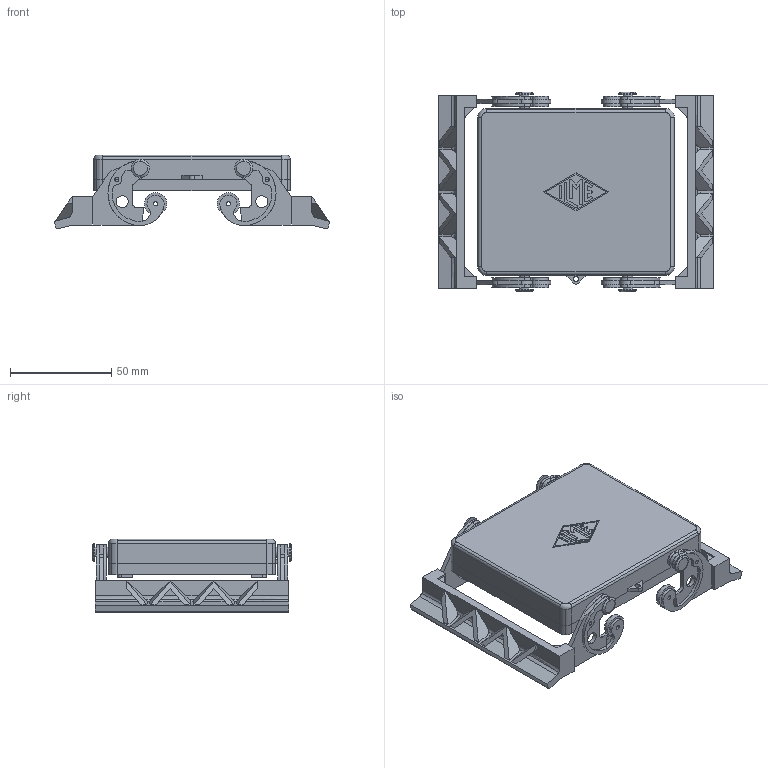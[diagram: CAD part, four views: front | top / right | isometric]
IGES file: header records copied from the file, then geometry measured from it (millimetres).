
Global section: file name: No Iges File Name specified; native system: AutoDesk Inventor R6.1; preprocessor: AutoDesk Inventor Iges Exporter R6.1; author: No Author specified; organization: No Organization specified; date: 20061213.103847; units: millimetre
Bounding box: 136.25 x 98.5 x 36.39 mm (x, y, z)
Volume: 76589.8 mm3; surface area: 49266.3 mm2
Topology: 1 solids, 1 shells, 573 faces, 1575 edges, 1028 vertices
Faces by surface type: bspline 213, plane 177, revolution 96, cylinder 79, cone 4, torus 4
